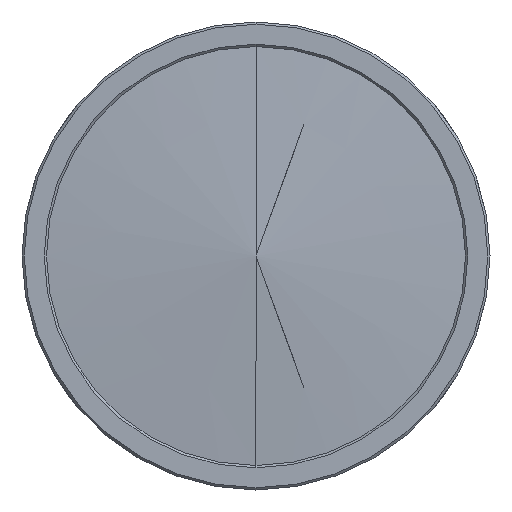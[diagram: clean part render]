
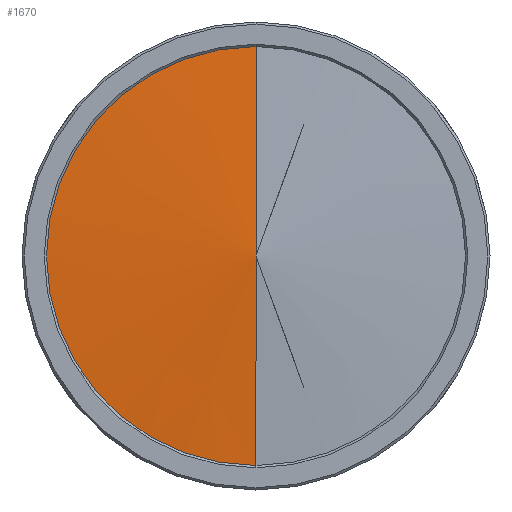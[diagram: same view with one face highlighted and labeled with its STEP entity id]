
A CAD part, left-side view. The second image highlights one B-rep face of the part: STEP entity #1670.
In plain terms, the highlighted conical face has half-angle 85.725 degrees and reference radius 13376.9 mm.
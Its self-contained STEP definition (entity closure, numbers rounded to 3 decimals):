
#11 = DIRECTION ( 'NONE',  ( 0., 0., -1. ) ) ;
#295 = DIRECTION ( 'NONE',  ( 0.075, 0., 0.997 ) ) ;
#399 = EDGE_LOOP ( 'NONE', ( #929, #1561, #547 ) ) ;
#493 = LINE ( 'NONE', #778, #1215 ) ;
#547 = ORIENTED_EDGE ( 'NONE', *, *, #555, .F. ) ;
#555 = EDGE_CURVE ( 'NONE', #1308, #625, #1572, .T. ) ;
#573 = AXIS2_PLACEMENT_3D ( 'NONE', #1384, #624, #1546 ) ;
#601 = EDGE_CURVE ( 'NONE', #1417, #625, #493, .T. ) ;
#624 = DIRECTION ( 'NONE',  ( 1., 0., 0. ) ) ;
#625 = VERTEX_POINT ( 'NONE', #766 ) ;
#766 = CARTESIAN_POINT ( 'NONE',  ( 2.074, 0., 27.75 ) ) ;
#778 = CARTESIAN_POINT ( 'NONE',  ( 0., 0., 0. ) ) ;
#790 = VECTOR ( 'NONE', #1619, 1000. ) ;
#901 = CARTESIAN_POINT ( 'NONE',  ( 0., 0., 0. ) ) ;
#929 = ORIENTED_EDGE ( 'NONE', *, *, #1771, .F. ) ;
#944 = CARTESIAN_POINT ( 'NONE',  ( 1000., 0., 0. ) ) ;
#1059 = FACE_OUTER_BOUND ( 'NONE', #399, .T. ) ;
#1215 = VECTOR ( 'NONE', #295, 1000. ) ;
#1237 = LINE ( 'NONE', #1320, #790 ) ;
#1308 = VERTEX_POINT ( 'NONE', #1961 ) ;
#1320 = CARTESIAN_POINT ( 'NONE',  ( 0., 0., 0. ) ) ;
#1384 = CARTESIAN_POINT ( 'NONE',  ( 2.074, 0., 0. ) ) ;
#1417 = VERTEX_POINT ( 'NONE', #901 ) ;
#1546 = DIRECTION ( 'NONE',  ( 0., 0., -1. ) ) ;
#1561 = ORIENTED_EDGE ( 'NONE', *, *, #601, .T. ) ;
#1572 = CIRCLE ( 'NONE', #573, 27.75 ) ;
#1619 = DIRECTION ( 'NONE',  ( 0.075, 0., -0.997 ) ) ;
#1670 = ADVANCED_FACE ( 'NONE', ( #1059 ), #1960, .T. ) ;
#1771 = EDGE_CURVE ( 'NONE', #1417, #1308, #1237, .T. ) ;
#1907 = DIRECTION ( 'NONE',  ( 1., 0., 0. ) ) ;
#1960 = CONICAL_SURFACE ( 'NONE', #2003, 13376.902, 1.496 ) ;
#1961 = CARTESIAN_POINT ( 'NONE',  ( 2.074, 0., -27.75 ) ) ;
#2003 = AXIS2_PLACEMENT_3D ( 'NONE', #944, #1907, #11 ) ;
